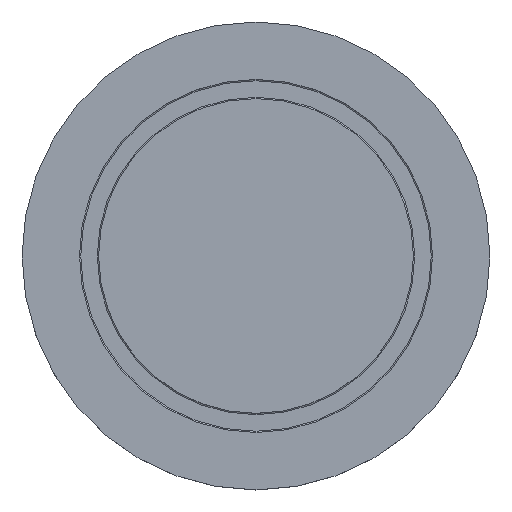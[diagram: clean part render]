
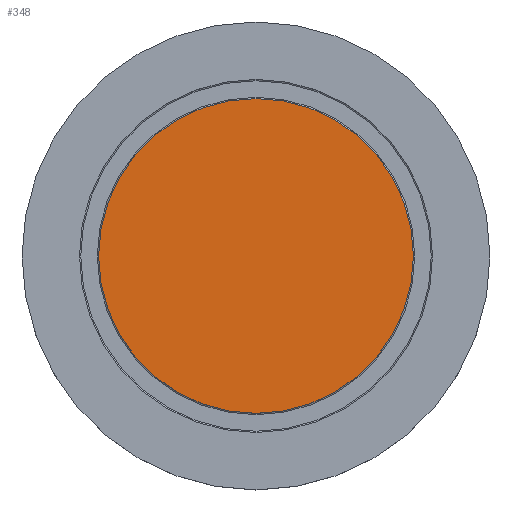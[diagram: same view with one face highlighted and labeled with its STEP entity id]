
A CAD part, top view. The second image highlights one B-rep face of the part: STEP entity #348.
In plain terms, the highlighted planar face has unit normal (0, 0, 1).
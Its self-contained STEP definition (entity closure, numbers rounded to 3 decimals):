
#7 = PLANE ( 'NONE',  #142 ) ;
#21 = EDGE_CURVE ( 'NONE', #508, #401, #512, .T. ) ;
#60 = DIRECTION ( 'NONE',  ( 0., 0., 1. ) ) ;
#67 = DIRECTION ( 'NONE',  ( -1., 0., 0. ) ) ;
#75 = CARTESIAN_POINT ( 'NONE',  ( 37., 0., 0. ) ) ;
#136 = CARTESIAN_POINT ( 'NONE',  ( -37., 0., 0. ) ) ;
#142 = AXIS2_PLACEMENT_3D ( 'NONE', #675, #567, #67 ) ;
#283 = FACE_OUTER_BOUND ( 'NONE', #526, .T. ) ;
#301 = ORIENTED_EDGE ( 'NONE', *, *, #302, .T. ) ;
#302 = EDGE_CURVE ( 'NONE', #401, #508, #495, .T. ) ;
#332 = CARTESIAN_POINT ( 'NONE',  ( 0., 0., 0. ) ) ;
#340 = AXIS2_PLACEMENT_3D ( 'NONE', #332, #700, #387 ) ;
#348 = ADVANCED_FACE ( 'NONE', ( #283 ), #7, .F. ) ;
#387 = DIRECTION ( 'NONE',  ( 1., 0., 0. ) ) ;
#401 = VERTEX_POINT ( 'NONE', #136 ) ;
#412 = CARTESIAN_POINT ( 'NONE',  ( 0., 0., 0. ) ) ;
#422 = AXIS2_PLACEMENT_3D ( 'NONE', #412, #60, #464 ) ;
#464 = DIRECTION ( 'NONE',  ( 1., 0., 0. ) ) ;
#495 = CIRCLE ( 'NONE', #422, 37. ) ;
#508 = VERTEX_POINT ( 'NONE', #75 ) ;
#512 = CIRCLE ( 'NONE', #340, 37. ) ;
#526 = EDGE_LOOP ( 'NONE', ( #716, #301 ) ) ;
#567 = DIRECTION ( 'NONE',  ( 0., 0., -1. ) ) ;
#675 = CARTESIAN_POINT ( 'NONE',  ( 0., 0., 0. ) ) ;
#700 = DIRECTION ( 'NONE',  ( 0., 0., 1. ) ) ;
#716 = ORIENTED_EDGE ( 'NONE', *, *, #21, .T. ) ;
